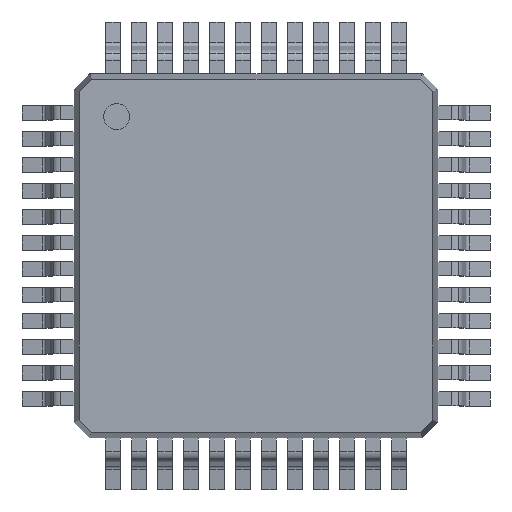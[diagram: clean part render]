
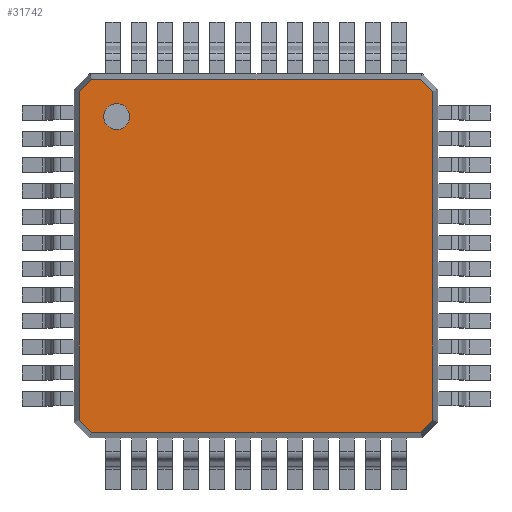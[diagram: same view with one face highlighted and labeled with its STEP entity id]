
A CAD part, top view. The second image highlights one B-rep face of the part: STEP entity #31742.
In plain terms, the highlighted planar face has unit normal (0, 0, 1).
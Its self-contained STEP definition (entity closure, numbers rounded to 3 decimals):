
#31137=CARTESIAN_POINT('',(-2.429,2.679,1.6));
#31138=VERTEX_POINT('',#31137);
#31154=CARTESIAN_POINT('',(-2.929,2.679,1.6));
#31155=VERTEX_POINT('',#31154);
#31162=CARTESIAN_POINT('',(-2.679,2.679,1.6));
#31163=DIRECTION('',(0.0,0.0,-1.0));
#31164=DIRECTION('',(1.0,0.0,0.0));
#31165=AXIS2_PLACEMENT_3D('',#31162,#31163,#31164);
#31166=CIRCLE('',#31165,0.25);
#31167=EDGE_CURVE('',#31138,#31155,#31166,.T.);
#31178=CARTESIAN_POINT('',(-2.679,2.679,1.6));
#31179=DIRECTION('',(0.0,0.0,-1.0));
#31180=DIRECTION('',(1.0,0.0,0.0));
#31181=AXIS2_PLACEMENT_3D('',#31178,#31179,#31180);
#31182=CIRCLE('',#31181,0.25);
#31183=EDGE_CURVE('',#31155,#31138,#31182,.T.);
#31650=CARTESIAN_POINT('',(-3.4,-3.159,1.6));
#31651=VERTEX_POINT('',#31650);
#31659=CARTESIAN_POINT('',(-3.159,-3.4,1.6));
#31660=VERTEX_POINT('',#31659);
#31667=CARTESIAN_POINT('',(-3.159,-3.4,1.6));
#31668=DIRECTION('',(-0.707,0.707,0.0));
#31669=VECTOR('',#31668,0.341);
#31670=LINE('',#31667,#31669);
#31671=EDGE_CURVE('',#31660,#31651,#31670,.T.);
#31676=CARTESIAN_POINT('',(0.0,0.0,1.6));
#31677=DIRECTION('',(0.0,0.0,1.0));
#31678=DIRECTION('',(1.0,0.0,0.0));
#31679=AXIS2_PLACEMENT_3D('',#31676,#31677,#31678);
#31680=PLANE('',#31679);
#31681=ORIENTED_EDGE('',*,*,#31671,.F.);
#31682=CARTESIAN_POINT('',(3.159,-3.4,1.6));
#31683=VERTEX_POINT('',#31682);
#31684=CARTESIAN_POINT('',(3.159,-3.4,1.6));
#31685=DIRECTION('',(-1.0,0.0,0.0));
#31686=VECTOR('',#31685,6.317);
#31687=LINE('',#31684,#31686);
#31688=EDGE_CURVE('',#31683,#31660,#31687,.T.);
#31689=ORIENTED_EDGE('',*,*,#31688,.F.);
#31690=CARTESIAN_POINT('',(3.4,-3.159,1.6));
#31691=VERTEX_POINT('',#31690);
#31692=CARTESIAN_POINT('',(3.4,-3.159,1.6));
#31693=DIRECTION('',(-0.707,-0.707,0.0));
#31694=VECTOR('',#31693,0.341);
#31695=LINE('',#31692,#31694);
#31696=EDGE_CURVE('',#31691,#31683,#31695,.T.);
#31697=ORIENTED_EDGE('',*,*,#31696,.F.);
#31698=CARTESIAN_POINT('',(3.4,3.159,1.6));
#31699=VERTEX_POINT('',#31698);
#31700=CARTESIAN_POINT('',(3.4,3.159,1.6));
#31701=DIRECTION('',(0.0,-1.0,0.0));
#31702=VECTOR('',#31701,6.317);
#31703=LINE('',#31700,#31702);
#31704=EDGE_CURVE('',#31699,#31691,#31703,.T.);
#31705=ORIENTED_EDGE('',*,*,#31704,.F.);
#31706=CARTESIAN_POINT('',(3.159,3.4,1.6));
#31707=VERTEX_POINT('',#31706);
#31708=CARTESIAN_POINT('',(3.159,3.4,1.6));
#31709=DIRECTION('',(0.707,-0.707,0.0));
#31710=VECTOR('',#31709,0.341);
#31711=LINE('',#31708,#31710);
#31712=EDGE_CURVE('',#31707,#31699,#31711,.T.);
#31713=ORIENTED_EDGE('',*,*,#31712,.F.);
#31714=CARTESIAN_POINT('',(-3.159,3.4,1.6));
#31715=VERTEX_POINT('',#31714);
#31716=CARTESIAN_POINT('',(-3.159,3.4,1.6));
#31717=DIRECTION('',(1.0,0.0,0.0));
#31718=VECTOR('',#31717,6.317);
#31719=LINE('',#31716,#31718);
#31720=EDGE_CURVE('',#31715,#31707,#31719,.T.);
#31721=ORIENTED_EDGE('',*,*,#31720,.F.);
#31722=CARTESIAN_POINT('',(-3.4,3.159,1.6));
#31723=VERTEX_POINT('',#31722);
#31724=CARTESIAN_POINT('',(-3.4,3.159,1.6));
#31725=DIRECTION('',(0.707,0.707,0.0));
#31726=VECTOR('',#31725,0.341);
#31727=LINE('',#31724,#31726);
#31728=EDGE_CURVE('',#31723,#31715,#31727,.T.);
#31729=ORIENTED_EDGE('',*,*,#31728,.F.);
#31730=CARTESIAN_POINT('',(-3.4,-3.159,1.6));
#31731=DIRECTION('',(0.0,1.0,0.0));
#31732=VECTOR('',#31731,6.317);
#31733=LINE('',#31730,#31732);
#31734=EDGE_CURVE('',#31651,#31723,#31733,.T.);
#31735=ORIENTED_EDGE('',*,*,#31734,.F.);
#31736=EDGE_LOOP('',(#31681,#31689,#31697,#31705,#31713,#31721,#31729,#31735));
#31737=FACE_OUTER_BOUND('',#31736,.T.);
#31738=ORIENTED_EDGE('',*,*,#31167,.T.);
#31739=ORIENTED_EDGE('',*,*,#31183,.T.);
#31740=EDGE_LOOP('',(#31738,#31739));
#31741=FACE_BOUND('',#31740,.T.);
#31742=ADVANCED_FACE('',(#31737,#31741),#31680,.T.);
